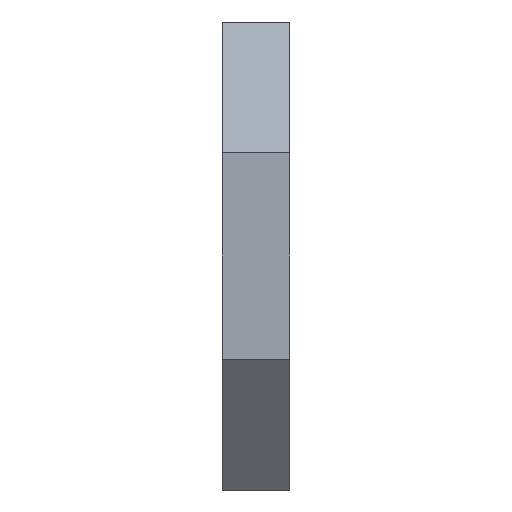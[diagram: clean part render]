
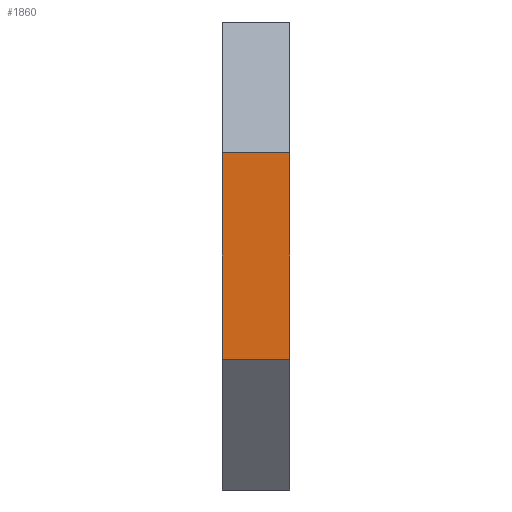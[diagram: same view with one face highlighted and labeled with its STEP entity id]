
A CAD part, left-side view. The second image highlights one B-rep face of the part: STEP entity #1860.
In plain terms, the highlighted planar face has unit normal (-1, 0, 0).
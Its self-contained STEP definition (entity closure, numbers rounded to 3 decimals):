
#92=FACE_OUTER_BOUND('',#184,.T.);
#184=EDGE_LOOP('',(#1577,#1578,#1579,#1580));
#371=LINE('',#2777,#635);
#430=LINE('',#2894,#694);
#431=LINE('',#2897,#695);
#432=LINE('',#2898,#696);
#635=VECTOR('',#2255,10.);
#694=VECTOR('',#2358,10.);
#695=VECTOR('',#2361,10.);
#696=VECTOR('',#2362,10.);
#852=VERTEX_POINT('',#2774);
#853=VERTEX_POINT('',#2776);
#889=VERTEX_POINT('',#2892);
#890=VERTEX_POINT('',#2896);
#1075=EDGE_CURVE('',#852,#853,#371,.T.);
#1134=EDGE_CURVE('',#889,#852,#430,.T.);
#1135=EDGE_CURVE('',#890,#889,#431,.T.);
#1136=EDGE_CURVE('',#890,#853,#432,.T.);
#1577=ORIENTED_EDGE('',*,*,#1134,.F.);
#1578=ORIENTED_EDGE('',*,*,#1135,.F.);
#1579=ORIENTED_EDGE('',*,*,#1136,.T.);
#1580=ORIENTED_EDGE('',*,*,#1075,.F.);
#1770=PLANE('',#1965);
#1860=ADVANCED_FACE('',(#92),#1770,.T.);
#1965=AXIS2_PLACEMENT_3D('',#2895,#2359,#2360);
#2255=DIRECTION('',(0.,0.,1.));
#2358=DIRECTION('',(0.,1.,0.));
#2359=DIRECTION('center_axis',(-1.,0.,0.));
#2360=DIRECTION('ref_axis',(0.,0.,-1.));
#2361=DIRECTION('',(0.,0.,-1.));
#2362=DIRECTION('',(0.,1.,0.));
#2774=CARTESIAN_POINT('',(-64.6,7.024,-13.086));
#2776=CARTESIAN_POINT('',(-64.6,7.024,13.086));
#2777=CARTESIAN_POINT('',(-64.6,7.024,-13.086));
#2892=CARTESIAN_POINT('',(-64.6,-1.476,-13.086));
#2894=CARTESIAN_POINT('',(-64.6,1.524,-13.086));
#2895=CARTESIAN_POINT('Origin',(-64.6,1.524,13.086));
#2896=CARTESIAN_POINT('',(-64.6,-1.476,13.086));
#2897=CARTESIAN_POINT('',(-64.6,-1.476,-13.086));
#2898=CARTESIAN_POINT('',(-64.6,1.524,13.086));
